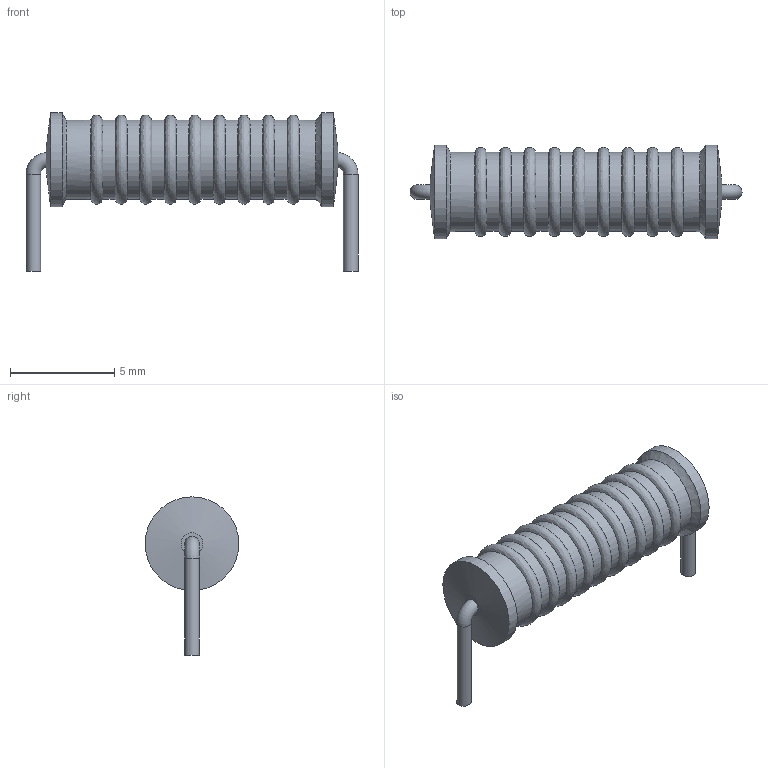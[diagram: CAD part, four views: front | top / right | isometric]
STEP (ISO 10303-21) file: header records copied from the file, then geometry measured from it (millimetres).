
FILE_DESCRIPTION(('FreeCAD Model'),'2;1');
FILE_NAME('L_Axial_L14.0mm_D4.5mm_P15.24mm_Horizontal_Fastron_LACC.step', '2018-01-10T11:14:44',('kicad StepUp'),('ksu MCAD'), 'Open CASCADE STEP processor 6.8','FreeCAD','Unknown');
FILE_SCHEMA(('AUTOMOTIVE_DESIGN_CC2 { 1 2 10303 214 -1 1 5 4 }'));
Length unit declared in the file: millimetre
Products named in the file (1): L_Axial_L14.0mm_D4.5mm_P15.24mm_Horizontal_Fastron_LACC
Bounding box: 15.94 x 4.5 x 7.6 mm (x, y, z)
Volume: 179 mm3; surface area: 259.2 mm2
Topology: 1 solids, 1 shells, 33 faces, 61 edges, 32 vertices
Faces by surface type: cylinder 14, revolution 13, plane 4, torus 2
Full cylindrical faces by diameter (mm): 0.7 x2, 3.8 x10, 4.5 x2
Entity records: 2710 total; most frequent: CARTESIAN_POINT 2217, ORIENTED_EDGE 99, EDGE_CURVE 61, AXIS2_PLACEMENT_3D 39, FACE_BOUND 35, EDGE_LOOP 35, ADVANCED_FACE 33, STYLED_ITEM 33
